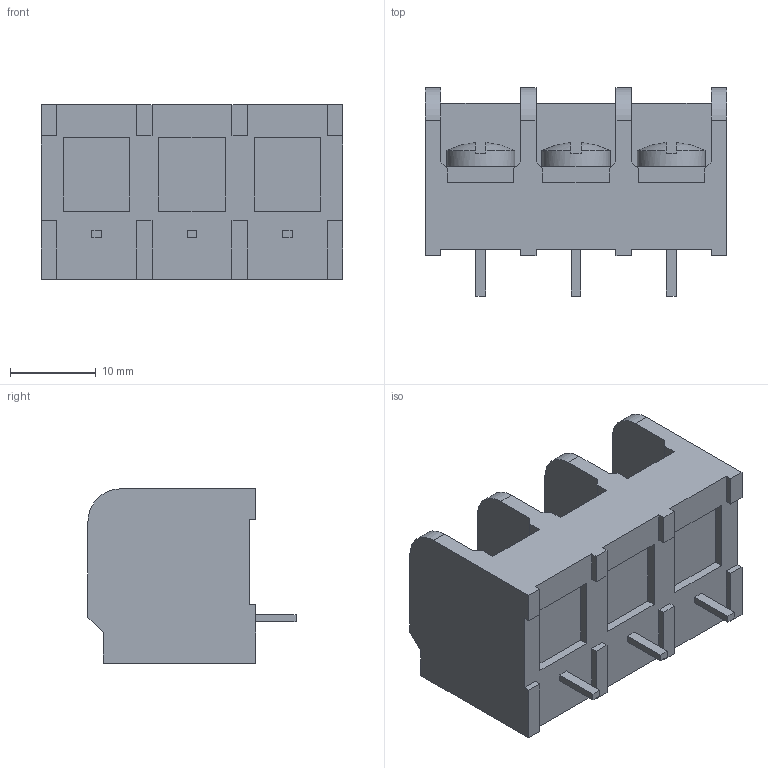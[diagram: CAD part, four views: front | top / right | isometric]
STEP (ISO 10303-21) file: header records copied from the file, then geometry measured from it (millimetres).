
FILE_DESCRIPTION((''),'2;1');
FILE_NAME('C-6-1437657-9','2022-09-29T04:13:42',('workeradm'),('TE Connectivity Ltd.'),'CREO PARAMETRIC BY PTC INC, 2021072','CREO PARAMETRIC BY PTC INC, 2021072','');
FILE_SCHEMA(('AUTOMOTIVE_DESIGN { 1 0 10303 214 1 1 1 1 }'));
Length unit declared in the file: millimetre
Products named in the file (1): C-6-1437657-9
Bounding box: 35.18 x 24.26 x 20.32 mm (x, y, z)
Volume: 8597.4 mm3; surface area: 5769.7 mm2
Topology: 1 solids, 1 shells, 253 faces, 703 edges, 468 vertices
Faces by surface type: plane 231, cylinder 16, sphere 6
Entity records: 8154 total; most frequent: CARTESIAN_POINT 1425, ORIENTED_EDGE 1404, DIRECTION 1261, EDGE_CURVE 702, VECTOR 653, LINE 653, VERTEX_POINT 466, AXIS2_PLACEMENT_3D 304
